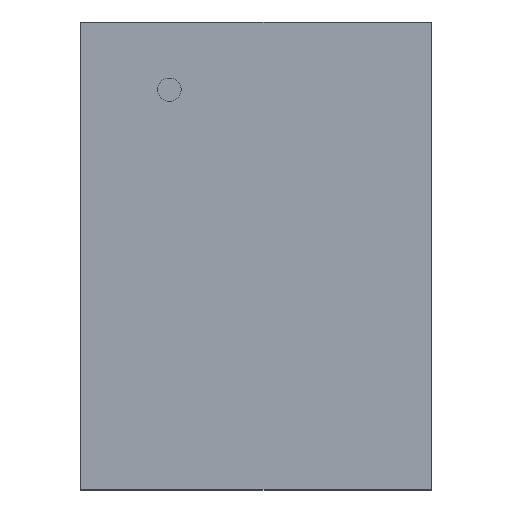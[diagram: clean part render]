
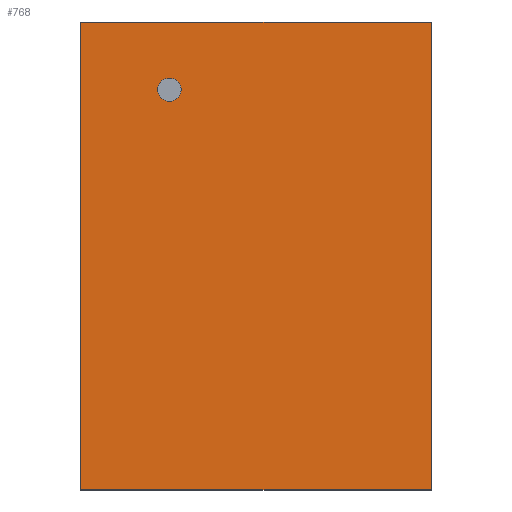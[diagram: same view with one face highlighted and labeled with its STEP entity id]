
A CAD part, top view. The second image highlights one B-rep face of the part: STEP entity #768.
In plain terms, the highlighted planar face has unit normal (0, 0, 1).
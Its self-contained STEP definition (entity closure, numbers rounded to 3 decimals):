
#454 = VERTEX_POINT('',#455);
#455 = CARTESIAN_POINT('',(0.,0.,0.75));
#462 = PLANE('',#463);
#463 = AXIS2_PLACEMENT_3D('',#464,#465,#466);
#464 = CARTESIAN_POINT('',(0.,0.,0.));
#465 = DIRECTION('',(1.,0.,-0.));
#466 = DIRECTION('',(0.,0.,1.));
#474 = PLANE('',#475);
#475 = AXIS2_PLACEMENT_3D('',#476,#477,#478);
#476 = CARTESIAN_POINT('',(0.,0.,0.));
#477 = DIRECTION('',(-0.,1.,0.));
#478 = DIRECTION('',(0.,0.,1.));
#515 = VERTEX_POINT('',#516);
#516 = CARTESIAN_POINT('',(0.,2.,0.75));
#530 = PLANE('',#531);
#531 = AXIS2_PLACEMENT_3D('',#532,#533,#534);
#532 = CARTESIAN_POINT('',(0.,2.,0.));
#533 = DIRECTION('',(-0.,1.,0.));
#534 = DIRECTION('',(0.,0.,1.));
#542 = EDGE_CURVE('',#454,#515,#543,.T.);
#543 = SURFACE_CURVE('',#544,(#548,#555),.PCURVE_S1.);
#544 = LINE('',#545,#546);
#545 = CARTESIAN_POINT('',(0.,0.,0.75));
#546 = VECTOR('',#547,1.);
#547 = DIRECTION('',(-0.,1.,0.));
#548 = PCURVE('',#462,#549);
#549 = DEFINITIONAL_REPRESENTATION('',(#550),#554);
#550 = LINE('',#551,#552);
#551 = CARTESIAN_POINT('',(0.75,0.));
#552 = VECTOR('',#553,1.);
#553 = DIRECTION('',(0.,-1.));
#554 = ( GEOMETRIC_REPRESENTATION_CONTEXT(2) 
PARAMETRIC_REPRESENTATION_CONTEXT() REPRESENTATION_CONTEXT('2D SPACE',''
  ) );
#555 = PCURVE('',#556,#561);
#556 = PLANE('',#557);
#557 = AXIS2_PLACEMENT_3D('',#558,#559,#560);
#558 = CARTESIAN_POINT('',(0.,0.,0.75));
#559 = DIRECTION('',(0.,0.,1.));
#560 = DIRECTION('',(1.,0.,-0.));
#561 = DEFINITIONAL_REPRESENTATION('',(#562),#566);
#562 = LINE('',#563,#564);
#563 = CARTESIAN_POINT('',(0.,0.));
#564 = VECTOR('',#565,1.);
#565 = DIRECTION('',(0.,1.));
#566 = ( GEOMETRIC_REPRESENTATION_CONTEXT(2) 
PARAMETRIC_REPRESENTATION_CONTEXT() REPRESENTATION_CONTEXT('2D SPACE',''
  ) );
#574 = VERTEX_POINT('',#575);
#575 = CARTESIAN_POINT('',(1.5,0.,0.75));
#582 = PLANE('',#583);
#583 = AXIS2_PLACEMENT_3D('',#584,#585,#586);
#584 = CARTESIAN_POINT('',(1.5,0.,0.));
#585 = DIRECTION('',(1.,0.,-0.));
#586 = DIRECTION('',(0.,0.,1.));
#625 = VERTEX_POINT('',#626);
#626 = CARTESIAN_POINT('',(1.5,2.,0.75));
#647 = EDGE_CURVE('',#574,#625,#648,.T.);
#648 = SURFACE_CURVE('',#649,(#653,#660),.PCURVE_S1.);
#649 = LINE('',#650,#651);
#650 = CARTESIAN_POINT('',(1.5,0.,0.75));
#651 = VECTOR('',#652,1.);
#652 = DIRECTION('',(-0.,1.,0.));
#653 = PCURVE('',#582,#654);
#654 = DEFINITIONAL_REPRESENTATION('',(#655),#659);
#655 = LINE('',#656,#657);
#656 = CARTESIAN_POINT('',(0.75,0.));
#657 = VECTOR('',#658,1.);
#658 = DIRECTION('',(0.,-1.));
#659 = ( GEOMETRIC_REPRESENTATION_CONTEXT(2) 
PARAMETRIC_REPRESENTATION_CONTEXT() REPRESENTATION_CONTEXT('2D SPACE',''
  ) );
#660 = PCURVE('',#556,#661);
#661 = DEFINITIONAL_REPRESENTATION('',(#662),#666);
#662 = LINE('',#663,#664);
#663 = CARTESIAN_POINT('',(1.5,0.));
#664 = VECTOR('',#665,1.);
#665 = DIRECTION('',(0.,1.));
#666 = ( GEOMETRIC_REPRESENTATION_CONTEXT(2) 
PARAMETRIC_REPRESENTATION_CONTEXT() REPRESENTATION_CONTEXT('2D SPACE',''
  ) );
#693 = EDGE_CURVE('',#454,#574,#694,.T.);
#694 = SURFACE_CURVE('',#695,(#699,#706),.PCURVE_S1.);
#695 = LINE('',#696,#697);
#696 = CARTESIAN_POINT('',(0.,0.,0.75));
#697 = VECTOR('',#698,1.);
#698 = DIRECTION('',(1.,0.,-0.));
#699 = PCURVE('',#474,#700);
#700 = DEFINITIONAL_REPRESENTATION('',(#701),#705);
#701 = LINE('',#702,#703);
#702 = CARTESIAN_POINT('',(0.75,0.));
#703 = VECTOR('',#704,1.);
#704 = DIRECTION('',(0.,1.));
#705 = ( GEOMETRIC_REPRESENTATION_CONTEXT(2) 
PARAMETRIC_REPRESENTATION_CONTEXT() REPRESENTATION_CONTEXT('2D SPACE',''
  ) );
#706 = PCURVE('',#556,#707);
#707 = DEFINITIONAL_REPRESENTATION('',(#708),#712);
#708 = LINE('',#709,#710);
#709 = CARTESIAN_POINT('',(0.,0.));
#710 = VECTOR('',#711,1.);
#711 = DIRECTION('',(1.,0.));
#712 = ( GEOMETRIC_REPRESENTATION_CONTEXT(2) 
PARAMETRIC_REPRESENTATION_CONTEXT() REPRESENTATION_CONTEXT('2D SPACE',''
  ) );
#740 = EDGE_CURVE('',#515,#625,#741,.T.);
#741 = SURFACE_CURVE('',#742,(#746,#753),.PCURVE_S1.);
#742 = LINE('',#743,#744);
#743 = CARTESIAN_POINT('',(0.,2.,0.75));
#744 = VECTOR('',#745,1.);
#745 = DIRECTION('',(1.,0.,-0.));
#746 = PCURVE('',#530,#747);
#747 = DEFINITIONAL_REPRESENTATION('',(#748),#752);
#748 = LINE('',#749,#750);
#749 = CARTESIAN_POINT('',(0.75,0.));
#750 = VECTOR('',#751,1.);
#751 = DIRECTION('',(0.,1.));
#752 = ( GEOMETRIC_REPRESENTATION_CONTEXT(2) 
PARAMETRIC_REPRESENTATION_CONTEXT() REPRESENTATION_CONTEXT('2D SPACE',''
  ) );
#753 = PCURVE('',#556,#754);
#754 = DEFINITIONAL_REPRESENTATION('',(#755),#759);
#755 = LINE('',#756,#757);
#756 = CARTESIAN_POINT('',(0.,2.));
#757 = VECTOR('',#758,1.);
#758 = DIRECTION('',(1.,0.));
#759 = ( GEOMETRIC_REPRESENTATION_CONTEXT(2) 
PARAMETRIC_REPRESENTATION_CONTEXT() REPRESENTATION_CONTEXT('2D SPACE',''
  ) );
#768 = ADVANCED_FACE('',(#769),#556,.T.);
#769 = FACE_BOUND('',#770,.T.);
#770 = EDGE_LOOP('',(#771,#772,#773,#774));
#771 = ORIENTED_EDGE('',*,*,#542,.F.);
#772 = ORIENTED_EDGE('',*,*,#693,.T.);
#773 = ORIENTED_EDGE('',*,*,#647,.T.);
#774 = ORIENTED_EDGE('',*,*,#740,.F.);
